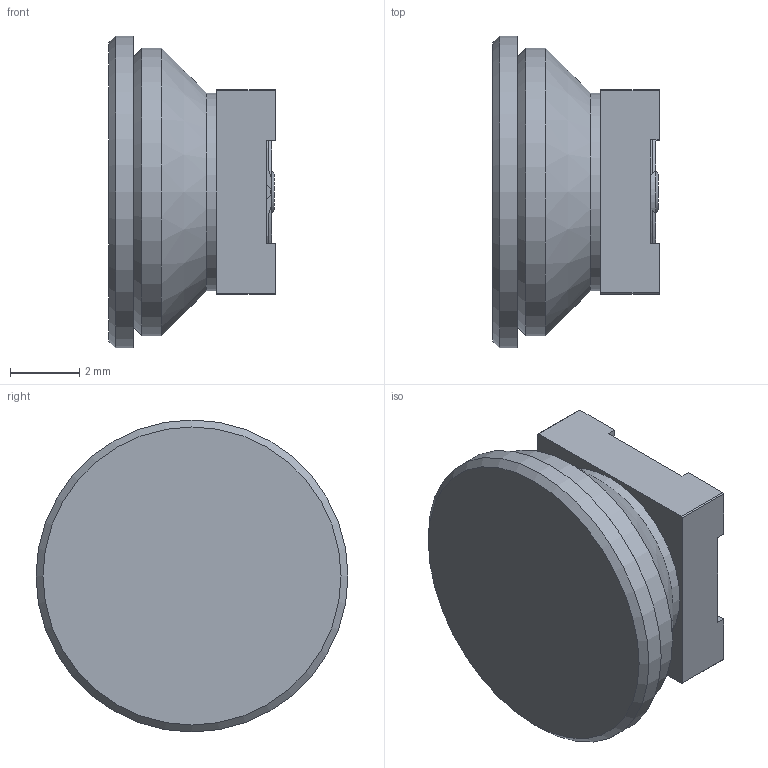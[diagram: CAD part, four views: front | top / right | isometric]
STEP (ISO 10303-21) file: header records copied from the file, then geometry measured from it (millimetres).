
FILE_DESCRIPTION (( 'STEP AP203' ), '1' );
FILE_NAME ('R223.424.870.STEP', '2013-06-10T05:16:03', ( 'Radiall' ), ( 'Radiall' ), 'SwSTEP 2.0', 'SolidWorks 2011', '' );
FILE_SCHEMA (( 'CONFIG_CONTROL_DESIGN' ));
Length unit declared in the file: millimetre
Products named in the file (1): R223.424.870
Bounding box: 4.8 x 9 x 9 mm (x, y, z)
Volume: 164.8 mm3; surface area: 401.1 mm2
Topology: 1 solids, 3 shells, 106 faces, 267 edges, 172 vertices
Faces by surface type: plane 44, cylinder 27, cone 26, bspline 9
Full cylindrical faces by diameter (mm): 1 x1, 1.2 x1, 1.25 x1, 1.3 x1, 1.88 x1, 2.28 x1, 2.5 x1, 3.73 x1, 5.7 x1, 8.3 x1, 9 x1
Entity records: 3338 total; most frequent: CARTESIAN_POINT 940, DIRECTION 478, ORIENTED_EDGE 460, EDGE_CURVE 230, AXIS2_PLACEMENT_3D 192, VERTEX_POINT 162, EDGE_LOOP 140, FACE_OUTER_BOUND 122
